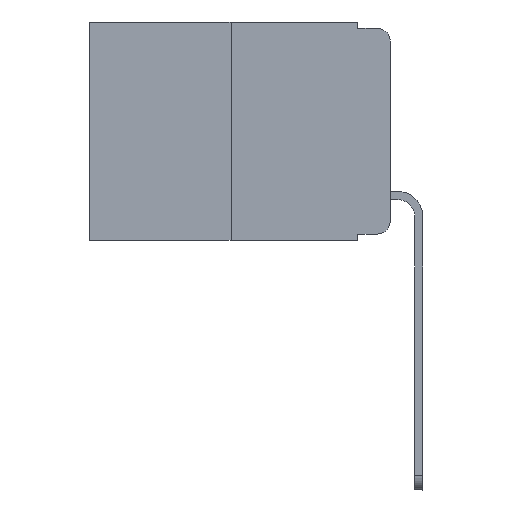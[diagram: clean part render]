
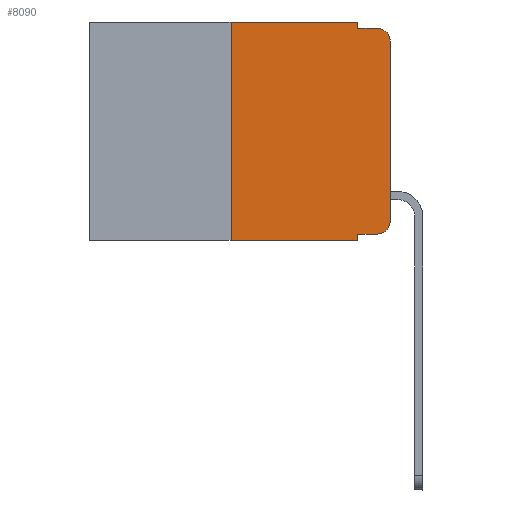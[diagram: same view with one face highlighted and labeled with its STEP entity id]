
A CAD part, left-side view. The second image highlights one B-rep face of the part: STEP entity #8090.
In plain terms, the highlighted planar face has unit normal (-1, 0, 0).
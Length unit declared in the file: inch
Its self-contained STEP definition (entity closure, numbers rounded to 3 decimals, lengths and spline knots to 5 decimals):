
#30 = LINE ( 'NONE', #9933, #5432 ) ;
#320 = EDGE_CURVE ( 'NONE', #8592, #24869, #4676, .T. ) ;
#807 = VERTEX_POINT ( 'NONE', #4009 ) ;
#1005 = CARTESIAN_POINT ( 'NONE',  ( 0., 0.02, -0.333 ) ) ;
#1276 = CARTESIAN_POINT ( 'NONE',  ( 0., 0.051, -0.333 ) ) ;
#1754 = VECTOR ( 'NONE', #18982, 39.37008 ) ;
#1773 = DIRECTION ( 'NONE',  ( 0., 0., -1. ) ) ;
#2017 = VECTOR ( 'NONE', #25436, 39.37008 ) ;
#2192 = DIRECTION ( 'NONE',  ( -1., 0., 0. ) ) ;
#2298 = VERTEX_POINT ( 'NONE', #25976 ) ;
#2404 = CARTESIAN_POINT ( 'NONE',  ( 0., 0.051, -0.333 ) ) ;
#2786 = ORIENTED_EDGE ( 'NONE', *, *, #19564, .T. ) ;
#4009 = CARTESIAN_POINT ( 'NONE',  ( 0., 0., -0.313 ) ) ;
#4046 = LINE ( 'NONE', #5699, #25088 ) ;
#4102 = CARTESIAN_POINT ( 'NONE',  ( 0., 0.02, -0.03 ) ) ;
#4676 = CIRCLE ( 'NONE', #21273, 0.02 ) ;
#5432 = VECTOR ( 'NONE', #7897, 39.37008 ) ;
#5552 = VERTEX_POINT ( 'NONE', #11339 ) ;
#5699 = CARTESIAN_POINT ( 'NONE',  ( 0., 0., 0. ) ) ;
#5712 = DIRECTION ( 'NONE',  ( 0., 0., 1. ) ) ;
#5859 = EDGE_LOOP ( 'NONE', ( #2786, #21727, #18026, #25213, #25628, #11345, #23721, #7049, #10030, #10163 ) ) ;
#5866 = DIRECTION ( 'NONE',  ( 0., -1., 0. ) ) ;
#6135 = VERTEX_POINT ( 'NONE', #1005 ) ;
#6678 = LINE ( 'NONE', #2404, #1754 ) ;
#6741 = DIRECTION ( 'NONE',  ( 0., 0., -1. ) ) ;
#7049 = ORIENTED_EDGE ( 'NONE', *, *, #16671, .F. ) ;
#7515 = CARTESIAN_POINT ( 'NONE',  ( 0., 0.25, 0. ) ) ;
#7897 = DIRECTION ( 'NONE',  ( 0., 0., -1. ) ) ;
#8090 = ADVANCED_FACE ( 'NONE', ( #8801 ), #11238, .F. ) ;
#8350 = CARTESIAN_POINT ( 'NONE',  ( 0., 0.02, -0.01 ) ) ;
#8592 = VERTEX_POINT ( 'NONE', #15399 ) ;
#8801 = FACE_OUTER_BOUND ( 'NONE', #5859, .T. ) ;
#9933 = CARTESIAN_POINT ( 'NONE',  ( 0., 0.051, 0. ) ) ;
#9998 = DIRECTION ( 'NONE',  ( 0., 0., -1. ) ) ;
#10030 = ORIENTED_EDGE ( 'NONE', *, *, #14111, .T. ) ;
#10072 = DIRECTION ( 'NONE',  ( 0., 0., 1. ) ) ;
#10163 = ORIENTED_EDGE ( 'NONE', *, *, #12569, .T. ) ;
#10232 = AXIS2_PLACEMENT_3D ( 'NONE', #19581, #17521, #6741 ) ;
#10553 = CARTESIAN_POINT ( 'NONE',  ( 0., 0.051, -0.01 ) ) ;
#10694 = VERTEX_POINT ( 'NONE', #1276 ) ;
#11238 = PLANE ( 'NONE',  #10232 ) ;
#11339 = CARTESIAN_POINT ( 'NONE',  ( 0., 0.051, -0.343 ) ) ;
#11345 = ORIENTED_EDGE ( 'NONE', *, *, #23863, .F. ) ;
#11417 = DIRECTION ( 'NONE',  ( 0., -1., 0. ) ) ;
#11757 = LINE ( 'NONE', #15964, #14880 ) ;
#12569 = EDGE_CURVE ( 'NONE', #6135, #807, #18311, .T. ) ;
#13673 = EDGE_CURVE ( 'NONE', #2298, #5552, #26134, .T. ) ;
#13980 = EDGE_CURVE ( 'NONE', #14603, #22454, #11757, .T. ) ;
#13996 = VECTOR ( 'NONE', #11417, 39.37008 ) ;
#14111 = EDGE_CURVE ( 'NONE', #10694, #6135, #6678, .T. ) ;
#14439 = CARTESIAN_POINT ( 'NONE',  ( 0., 0.25, 0. ) ) ;
#14603 = VERTEX_POINT ( 'NONE', #14439 ) ;
#14880 = VECTOR ( 'NONE', #5866, 39.37008 ) ;
#15399 = CARTESIAN_POINT ( 'NONE',  ( 0., 0., -0.03 ) ) ;
#15783 = CARTESIAN_POINT ( 'NONE',  ( 0., 0.051, 0. ) ) ;
#15964 = CARTESIAN_POINT ( 'NONE',  ( 0., 0.473, 0. ) ) ;
#16671 = EDGE_CURVE ( 'NONE', #10694, #5552, #20539, .T. ) ;
#16972 = LINE ( 'NONE', #10553, #2017 ) ;
#17009 = AXIS2_PLACEMENT_3D ( 'NONE', #22718, #2192, #19029 ) ;
#17521 = DIRECTION ( 'NONE',  ( 1., 0., 0. ) ) ;
#18026 = ORIENTED_EDGE ( 'NONE', *, *, #23231, .F. ) ;
#18311 = CIRCLE ( 'NONE', #17009, 0.02 ) ;
#18982 = DIRECTION ( 'NONE',  ( 0., -1., 0. ) ) ;
#19029 = DIRECTION ( 'NONE',  ( 0., 0., -1. ) ) ;
#19560 = EDGE_CURVE ( 'NONE', #22454, #19975, #30, .T. ) ;
#19564 = EDGE_CURVE ( 'NONE', #807, #8592, #4046, .T. ) ;
#19581 = CARTESIAN_POINT ( 'NONE',  ( 0., 0.473, 0. ) ) ;
#19975 = VERTEX_POINT ( 'NONE', #26813 ) ;
#20539 = LINE ( 'NONE', #25029, #21919 ) ;
#20793 = DIRECTION ( 'NONE',  ( -1., 0., 0. ) ) ;
#21273 = AXIS2_PLACEMENT_3D ( 'NONE', #4102, #20793, #9998 ) ;
#21727 = ORIENTED_EDGE ( 'NONE', *, *, #320, .T. ) ;
#21919 = VECTOR ( 'NONE', #1773, 39.37008 ) ;
#22054 = CARTESIAN_POINT ( 'NONE',  ( 0., 0.473, -0.343 ) ) ;
#22454 = VERTEX_POINT ( 'NONE', #15783 ) ;
#22718 = CARTESIAN_POINT ( 'NONE',  ( 0., 0.02, -0.313 ) ) ;
#23231 = EDGE_CURVE ( 'NONE', #19975, #24869, #16972, .T. ) ;
#23721 = ORIENTED_EDGE ( 'NONE', *, *, #13673, .T. ) ;
#23863 = EDGE_CURVE ( 'NONE', #2298, #14603, #24566, .T. ) ;
#24350 = VECTOR ( 'NONE', #5712, 39.37008 ) ;
#24566 = LINE ( 'NONE', #7515, #24350 ) ;
#24869 = VERTEX_POINT ( 'NONE', #8350 ) ;
#25029 = CARTESIAN_POINT ( 'NONE',  ( 0., 0.051, 0. ) ) ;
#25088 = VECTOR ( 'NONE', #10072, 39.37008 ) ;
#25213 = ORIENTED_EDGE ( 'NONE', *, *, #19560, .F. ) ;
#25436 = DIRECTION ( 'NONE',  ( 0., -1., 0. ) ) ;
#25628 = ORIENTED_EDGE ( 'NONE', *, *, #13980, .F. ) ;
#25976 = CARTESIAN_POINT ( 'NONE',  ( 0., 0.25, -0.343 ) ) ;
#26134 = LINE ( 'NONE', #22054, #13996 ) ;
#26813 = CARTESIAN_POINT ( 'NONE',  ( 0., 0.051, -0.01 ) ) ;
